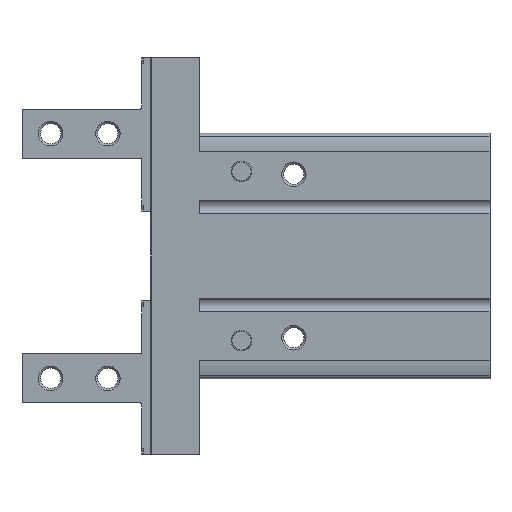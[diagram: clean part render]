
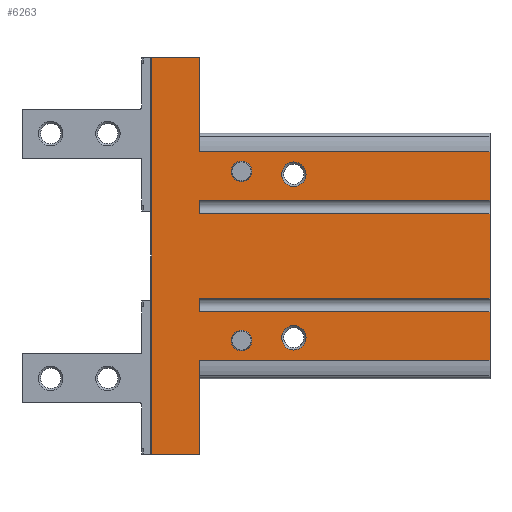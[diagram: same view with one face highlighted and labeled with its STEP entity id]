
A CAD part, left-side view. The second image highlights one B-rep face of the part: STEP entity #6263.
In plain terms, the highlighted face is planar.
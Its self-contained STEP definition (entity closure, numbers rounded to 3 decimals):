
#85=PLANE('',#6784);
#324=LINE('',#9700,#860);
#362=LINE('',#9868,#898);
#367=LINE('',#9892,#903);
#408=LINE('',#10111,#944);
#409=LINE('',#10119,#945);
#410=LINE('',#10121,#946);
#411=LINE('',#10123,#947);
#412=LINE('',#10124,#948);
#413=LINE('',#10126,#949);
#414=LINE('',#10128,#950);
#415=LINE('',#10129,#951);
#416=LINE('',#10131,#952);
#417=LINE('',#10133,#953);
#418=LINE('',#10135,#954);
#419=LINE('',#10137,#955);
#420=LINE('',#10139,#956);
#860=VECTOR('',#7548,1000.);
#898=VECTOR('',#7678,1000.);
#903=VECTOR('',#7697,1000.);
#944=VECTOR('',#7828,1000.);
#945=VECTOR('',#7837,1000.);
#946=VECTOR('',#7838,1000.);
#947=VECTOR('',#7839,1000.);
#948=VECTOR('',#7840,1000.);
#949=VECTOR('',#7841,1000.);
#950=VECTOR('',#7842,1000.);
#951=VECTOR('',#7843,1000.);
#952=VECTOR('',#7844,1000.);
#953=VECTOR('',#7845,1000.);
#954=VECTOR('',#7846,1000.);
#955=VECTOR('',#7847,1000.);
#956=VECTOR('',#7848,1000.);
#1775=ORIENTED_EDGE('',*,*,#3211,.F.);
#1776=ORIENTED_EDGE('',*,*,#3215,.F.);
#1777=ORIENTED_EDGE('',*,*,#3538,.F.);
#1778=ORIENTED_EDGE('',*,*,#3539,.F.);
#1779=ORIENTED_EDGE('',*,*,#3352,.T.);
#1780=ORIENTED_EDGE('',*,*,#3540,.F.);
#1781=ORIENTED_EDGE('',*,*,#3541,.T.);
#1782=ORIENTED_EDGE('',*,*,#3542,.T.);
#1783=ORIENTED_EDGE('',*,*,#3448,.T.);
#1784=ORIENTED_EDGE('',*,*,#3543,.F.);
#1785=ORIENTED_EDGE('',*,*,#3544,.T.);
#1786=ORIENTED_EDGE('',*,*,#3545,.T.);
#1787=ORIENTED_EDGE('',*,*,#3436,.T.);
#1788=ORIENTED_EDGE('',*,*,#3546,.F.);
#1789=ORIENTED_EDGE('',*,*,#3547,.F.);
#1790=ORIENTED_EDGE('',*,*,#3548,.F.);
#1791=ORIENTED_EDGE('',*,*,#3549,.T.);
#1792=ORIENTED_EDGE('',*,*,#3550,.T.);
#1793=ORIENTED_EDGE('',*,*,#3551,.F.);
#1794=ORIENTED_EDGE('',*,*,#3536,.T.);
#3211=EDGE_CURVE('',#4129,#4129,#4767,.T.);
#3215=EDGE_CURVE('',#4133,#4133,#4771,.T.);
#3352=EDGE_CURVE('',#4239,#4238,#324,.T.);
#3436=EDGE_CURVE('',#4323,#4322,#362,.T.);
#3448=EDGE_CURVE('',#4335,#4334,#367,.T.);
#3536=EDGE_CURVE('',#4408,#4239,#408,.T.);
#3538=EDGE_CURVE('',#4409,#4409,#4886,.T.);
#3539=EDGE_CURVE('',#4410,#4410,#4887,.T.);
#3540=EDGE_CURVE('',#4411,#4238,#409,.T.);
#3541=EDGE_CURVE('',#4411,#4412,#410,.T.);
#3542=EDGE_CURVE('',#4412,#4335,#411,.T.);
#3543=EDGE_CURVE('',#4413,#4334,#412,.T.);
#3544=EDGE_CURVE('',#4413,#4414,#413,.T.);
#3545=EDGE_CURVE('',#4414,#4323,#414,.T.);
#3546=EDGE_CURVE('',#4415,#4322,#415,.T.);
#3547=EDGE_CURVE('',#4416,#4415,#416,.T.);
#3548=EDGE_CURVE('',#4417,#4416,#417,.T.);
#3549=EDGE_CURVE('',#4417,#4418,#418,.T.);
#3550=EDGE_CURVE('',#4418,#4419,#419,.T.);
#3551=EDGE_CURVE('',#4408,#4419,#420,.T.);
#4129=VERTEX_POINT('',#9279);
#4133=VERTEX_POINT('',#9289);
#4238=VERTEX_POINT('',#9699);
#4239=VERTEX_POINT('',#9701);
#4322=VERTEX_POINT('',#9867);
#4323=VERTEX_POINT('',#9869);
#4334=VERTEX_POINT('',#9891);
#4335=VERTEX_POINT('',#9893);
#4408=VERTEX_POINT('',#10112);
#4409=VERTEX_POINT('',#10116);
#4410=VERTEX_POINT('',#10118);
#4411=VERTEX_POINT('',#10120);
#4412=VERTEX_POINT('',#10122);
#4413=VERTEX_POINT('',#10125);
#4414=VERTEX_POINT('',#10127);
#4415=VERTEX_POINT('',#10130);
#4416=VERTEX_POINT('',#10132);
#4417=VERTEX_POINT('',#10134);
#4418=VERTEX_POINT('',#10136);
#4419=VERTEX_POINT('',#10138);
#4767=CIRCLE('',#6610,2.5);
#4771=CIRCLE('',#6616,2.5);
#4886=CIRCLE('',#6785,3.);
#4887=CIRCLE('',#6786,3.);
#5176=EDGE_LOOP('',(#1775));
#5177=EDGE_LOOP('',(#1776));
#5178=EDGE_LOOP('',(#1777));
#5179=EDGE_LOOP('',(#1778));
#5180=EDGE_LOOP('',(#1779,#1780,#1781,#1782,#1783,#1784,#1785,#1786,#1787,
#1788,#1789,#1790,#1791,#1792,#1793,#1794));
#5652=FACE_BOUND('',#5176,.T.);
#5653=FACE_BOUND('',#5177,.T.);
#5654=FACE_BOUND('',#5178,.T.);
#5655=FACE_BOUND('',#5179,.T.);
#5656=FACE_BOUND('',#5180,.T.);
#6263=ADVANCED_FACE('',(#5652,#5653,#5654,#5655,#5656),#85,.F.);
#6610=AXIS2_PLACEMENT_3D('',#9278,#7325,#7326);
#6616=AXIS2_PLACEMENT_3D('',#9288,#7337,#7338);
#6784=AXIS2_PLACEMENT_3D('',#10114,#7831,#7832);
#6785=AXIS2_PLACEMENT_3D('',#10115,#7833,#7834);
#6786=AXIS2_PLACEMENT_3D('',#10117,#7835,#7836);
#7325=DIRECTION('',(0.,0.,1.));
#7326=DIRECTION('',(1.,0.,0.));
#7337=DIRECTION('',(0.,0.,1.));
#7338=DIRECTION('',(1.,0.,0.));
#7548=DIRECTION('',(1.,0.,0.));
#7678=DIRECTION('',(1.,0.,0.));
#7697=DIRECTION('',(1.,0.,0.));
#7828=DIRECTION('',(0.,-1.,0.));
#7831=DIRECTION('',(0.,0.,-1.));
#7832=DIRECTION('',(-1.,0.,0.));
#7833=DIRECTION('',(0.,0.,1.));
#7834=DIRECTION('',(1.,0.,0.));
#7835=DIRECTION('',(0.,0.,1.));
#7836=DIRECTION('',(1.,0.,0.));
#7837=DIRECTION('',(0.,-1.,0.));
#7838=DIRECTION('',(1.,0.,0.));
#7839=DIRECTION('',(0.,-1.,0.));
#7840=DIRECTION('',(0.,-1.,0.));
#7841=DIRECTION('',(1.,0.,0.));
#7842=DIRECTION('',(0.,-1.,0.));
#7843=DIRECTION('',(0.,-1.,0.));
#7844=DIRECTION('',(-1.,0.,0.));
#7845=DIRECTION('',(0.,-1.,0.));
#7846=DIRECTION('',(-1.,0.,0.));
#7847=DIRECTION('',(0.,-1.,0.));
#7848=DIRECTION('',(-1.,0.,0.));
#9278=CARTESIAN_POINT('',(-20.7,60.8,20.));
#9279=CARTESIAN_POINT('',(-18.2,60.8,20.));
#9288=CARTESIAN_POINT('',(20.7,60.8,20.));
#9289=CARTESIAN_POINT('',(23.2,60.8,20.));
#9699=CARTESIAN_POINT('',(-13.7,0.,20.));
#9700=CARTESIAN_POINT('',(-25.5,0.,20.));
#9701=CARTESIAN_POINT('',(-25.5,0.,20.));
#9867=CARTESIAN_POINT('',(25.5,0.,20.));
#9868=CARTESIAN_POINT('',(-25.5,0.,20.));
#9869=CARTESIAN_POINT('',(13.7,0.,20.));
#9891=CARTESIAN_POINT('',(10.3,0.,20.));
#9892=CARTESIAN_POINT('',(-25.5,0.,20.));
#9893=CARTESIAN_POINT('',(-10.3,0.,20.));
#10111=CARTESIAN_POINT('',(-25.5,71.,20.));
#10112=CARTESIAN_POINT('',(-25.5,71.,20.));
#10114=CARTESIAN_POINT('',(-25.5,71.,20.));
#10115=CARTESIAN_POINT('',(-20.,48.,20.));
#10116=CARTESIAN_POINT('',(-17.,48.,20.));
#10117=CARTESIAN_POINT('',(20.,48.,20.));
#10118=CARTESIAN_POINT('',(23.,48.,20.));
#10119=CARTESIAN_POINT('',(-13.7,71.,20.));
#10120=CARTESIAN_POINT('',(-13.7,71.,20.));
#10121=CARTESIAN_POINT('',(-13.7,71.,20.));
#10122=CARTESIAN_POINT('',(-10.3,71.,20.));
#10123=CARTESIAN_POINT('',(-10.3,71.,20.));
#10124=CARTESIAN_POINT('',(10.3,71.,20.));
#10125=CARTESIAN_POINT('',(10.3,71.,20.));
#10126=CARTESIAN_POINT('',(10.3,71.,20.));
#10127=CARTESIAN_POINT('',(13.7,71.,20.));
#10128=CARTESIAN_POINT('',(13.7,71.,20.));
#10129=CARTESIAN_POINT('',(25.5,71.,20.));
#10130=CARTESIAN_POINT('',(25.5,71.,20.));
#10131=CARTESIAN_POINT('',(48.5,71.,20.));
#10132=CARTESIAN_POINT('',(48.5,71.,20.));
#10133=CARTESIAN_POINT('',(48.5,82.8,20.));
#10134=CARTESIAN_POINT('',(48.5,82.8,20.));
#10135=CARTESIAN_POINT('',(48.5,82.8,20.));
#10136=CARTESIAN_POINT('',(-48.5,82.8,20.));
#10137=CARTESIAN_POINT('',(-48.5,82.8,20.));
#10138=CARTESIAN_POINT('',(-48.5,71.,20.));
#10139=CARTESIAN_POINT('',(48.5,71.,20.));
